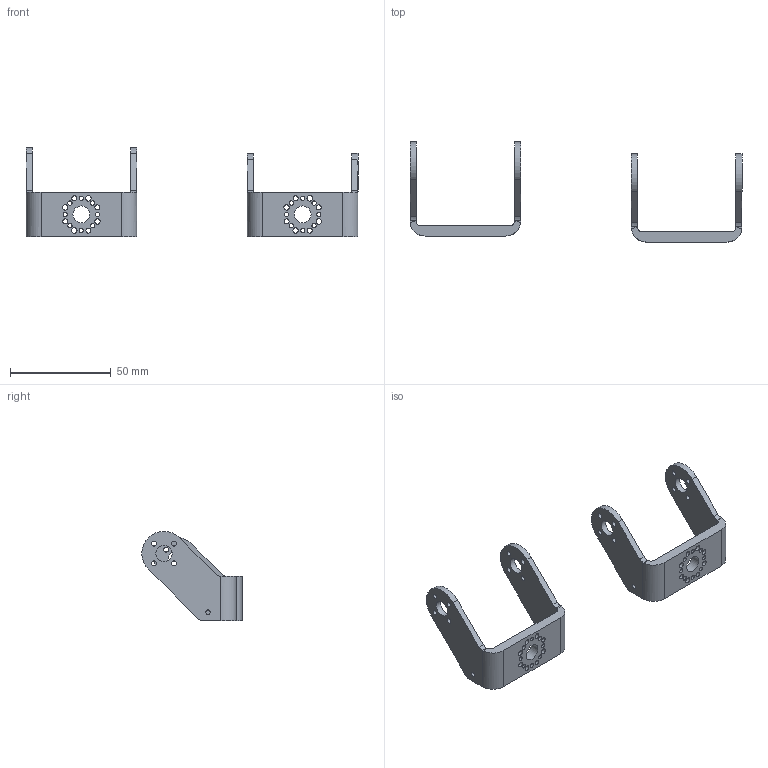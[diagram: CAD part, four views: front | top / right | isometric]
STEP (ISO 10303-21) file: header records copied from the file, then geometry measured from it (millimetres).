
FILE_DESCRIPTION(/* description */ (''),/* implementation_level */ '2;1');
FILE_NAME(/* name */ 'HV2_Elbow v2.step',/* time_stamp */ '2025-07-11T02:54:23+09:00',/* author */ (''),/* organization */ (''),/* preprocessor_version */ 'ST-DEVELOPER v20.1',/* originating_system */ 'Autodesk Translation Framework v14.10.0.0',/* authorisation */ '');
FILE_SCHEMA (('AUTOMOTIVE_DESIGN { 1 0 10303 214 3 1 1 }'));
Length unit declared in the file: millimetre
Products named in the file (2): HV2_Elbow; 구성요소1
Assembly tree (1 placements, depth 2):
  HV2_Elbow
    구성요소1
Bounding box: 165 x 49.76 x 44.29 mm (x, y, z)
Volume: 21316.1 mm3; surface area: 16288.8 mm2
Topology: 2 solids, 2 shells, 118 faces, 338 edges, 224 vertices
Faces by surface type: cylinder 70, plane 32, bspline 16
Full cylindrical faces by diameter (mm): 2.1 x16, 2.2 x4, 2.5 x24, 2.7 x8, 8 x4, 8.4 x2
Entity records: 4466 total; most frequent: CARTESIAN_POINT 1083, ORIENTED_EDGE 676, DIRECTION 648, EDGE_CURVE 338, AXIS2_PLACEMENT_3D 245, EDGE_LOOP 234, VERTEX_POINT 224, LINE 158
